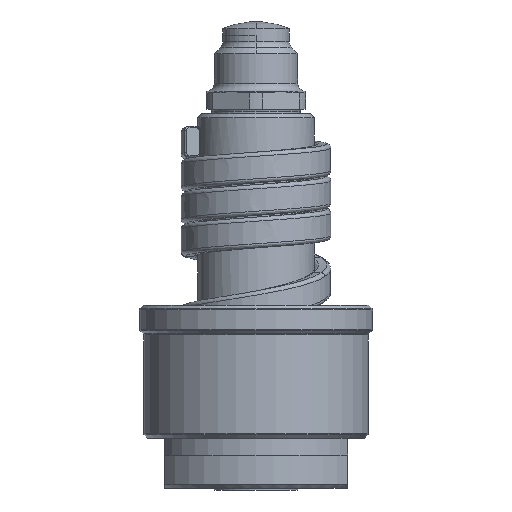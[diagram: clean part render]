
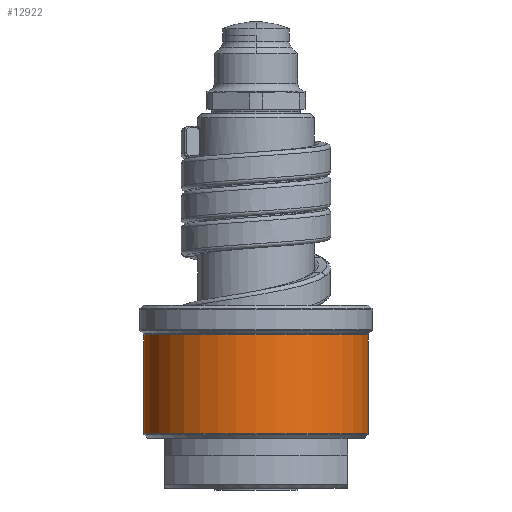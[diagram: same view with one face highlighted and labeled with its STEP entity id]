
A CAD part, front view. The second image highlights one B-rep face of the part: STEP entity #12922.
In plain terms, the highlighted cylindrical face has radius 13.5 mm (diameter 27 mm), a partial arc.
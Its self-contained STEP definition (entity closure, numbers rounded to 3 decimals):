
#4319=CARTESIAN_POINT('',(0.,0.,6.582));
#4320=DIRECTION('',(0.,0.,1.));
#4321=DIRECTION('',(-1.,0.,0.));
#4322=AXIS2_PLACEMENT_3D('',#4319,#4320,#4321);
#4324=DIRECTION('',(0.,0.,-1.));
#4325=VECTOR('',#4324,11.835);
#4326=CARTESIAN_POINT('',(-13.5,0.,18.417));
#4327=LINE('',#4326,#4325);
#4328=CARTESIAN_POINT('',(0.,0.,18.417));
#4329=DIRECTION('',(0.,0.,1.));
#4330=DIRECTION('',(-1.,0.,0.));
#4331=AXIS2_PLACEMENT_3D('',#4328,#4329,#4330);
#4333=DIRECTION('',(0.,0.,-1.));
#4334=VECTOR('',#4333,11.835);
#4335=CARTESIAN_POINT('',(13.5,0.,18.417));
#4336=LINE('',#4335,#4334);
#5870=CARTESIAN_POINT('',(13.5,0.,18.417));
#5871=CARTESIAN_POINT('',(-13.5,0.,18.417));
#5872=VERTEX_POINT('',#5870);
#5873=VERTEX_POINT('',#5871);
#5896=CARTESIAN_POINT('',(13.5,0.,6.582));
#5897=VERTEX_POINT('',#5896);
#5898=CARTESIAN_POINT('',(-13.5,0.,6.582));
#5899=VERTEX_POINT('',#5898);
#12910=CARTESIAN_POINT('',(0.,0.,5.2));
#12911=DIRECTION('',(0.,0.,1.));
#12912=DIRECTION('',(-1.,0.,0.));
#12913=AXIS2_PLACEMENT_3D('',#12910,#12911,#12912);
#12914=CYLINDRICAL_SURFACE('',#12913,13.5);
#12915=ORIENTED_EDGE('',*,*,#8069,.F.);
#12916=ORIENTED_EDGE('',*,*,#12901,.F.);
#12918=ORIENTED_EDGE('',*,*,#12917,.T.);
#12919=ORIENTED_EDGE('',*,*,#12897,.T.);
#12920=EDGE_LOOP('',(#12915,#12916,#12918,#12919));
#12921=FACE_OUTER_BOUND('',#12920,.F.);
#4323=CIRCLE('',#4322,13.5);
#4332=CIRCLE('',#4331,13.5);
#8069=EDGE_CURVE('',#5899,#5897,#4323,.T.);
#12897=EDGE_CURVE('',#5872,#5897,#4336,.T.);
#12901=EDGE_CURVE('',#5873,#5899,#4327,.T.);
#12917=EDGE_CURVE('',#5873,#5872,#4332,.T.);
#12922=ADVANCED_FACE('',(#12921),#12914,.T.);
